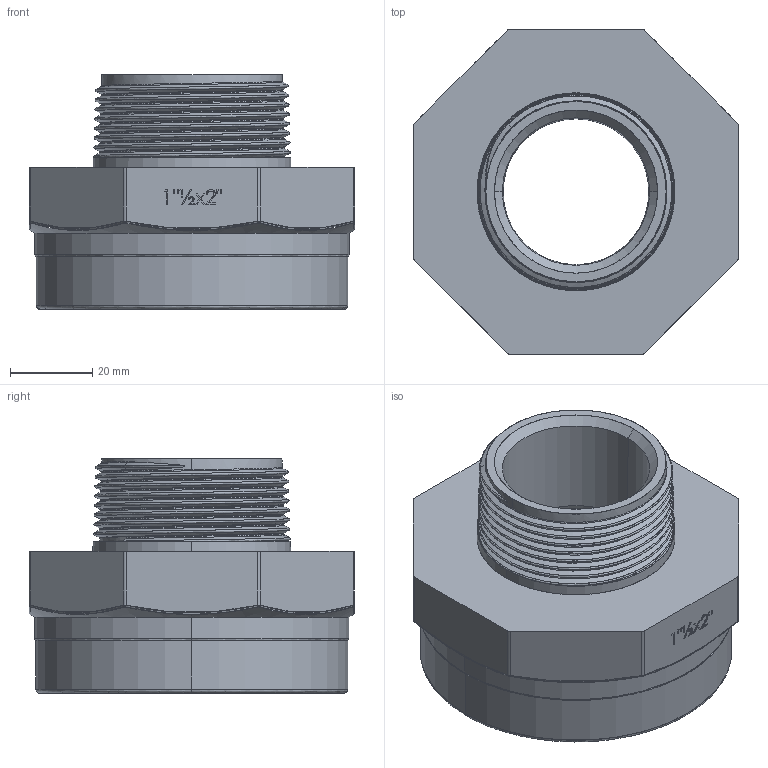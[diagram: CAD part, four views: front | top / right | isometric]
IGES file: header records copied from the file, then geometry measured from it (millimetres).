
Start section: SolidWorks IGES file using analytic representation for surfaces
Global section: file name: 01 01 1006 036.IGS; native system: SolidWorks 2014; preprocessor: SolidWorks 2014; author: utilizadort; date: 141112.134948; units: millimetre
Bounding box: 79 x 79.1 x 56.99 mm (x, y, z)
Surface area: 32587.6 mm2 (no closed solid volume)
Topology: 0 solids, 0 shells, 199 faces, 7265 edges, 7265 vertices
Faces by surface type: bspline 133, revolution 66
